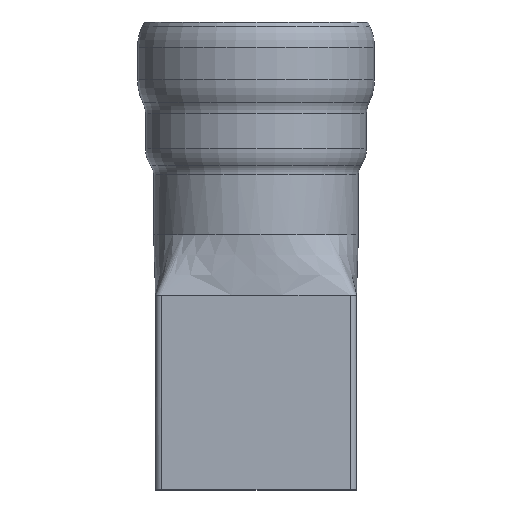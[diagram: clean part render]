
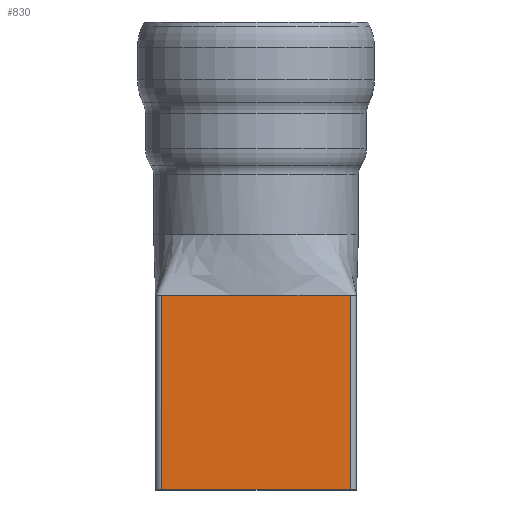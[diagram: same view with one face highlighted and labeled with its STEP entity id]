
A CAD part, front view. The second image highlights one B-rep face of the part: STEP entity #830.
In plain terms, the highlighted planar face has unit normal (0, -1, 0).
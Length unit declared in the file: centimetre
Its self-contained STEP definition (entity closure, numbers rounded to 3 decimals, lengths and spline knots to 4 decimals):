
#26=PLANE('',#926);
#61=B_SPLINE_CURVE_WITH_KNOTS('',3,(#1624,#1625,#1626,#1627,#1628,#1629),
 .UNSPECIFIED.,.F.,.F.,(4,1,1,4),(0.4016,0.4285,0.4583,
0.4881),.UNSPECIFIED.);
#62=B_SPLINE_CURVE_WITH_KNOTS('',3,(#1631,#1632,#1633,#1634,#1635,#1636,
#1637),.UNSPECIFIED.,.F.,.F.,(4,1,1,1,4),(0.3385,0.3393,
0.369,0.3988,0.4016),.UNSPECIFIED.);
#63=B_SPLINE_CURVE_WITH_KNOTS('',3,(#1638,#1639,#1640,#1641,#1642,#1643,
#1644,#1645),.UNSPECIFIED.,.F.,.F.,(4,1,1,1,1,4),(0.25,0.2574,
0.2649,0.2798,0.3095,0.3385),
 .UNSPECIFIED.);
#128=FACE_OUTER_BOUND('',#167,.T.);
#167=EDGE_LOOP('',(#700,#701,#702,#703,#704,#705));
#201=LINE('',#1617,#233);
#202=LINE('',#1620,#234);
#203=LINE('',#1622,#235);
#233=VECTOR('',#1133,1.);
#234=VECTOR('',#1136,1.);
#235=VECTOR('',#1137,1.);
#381=VERTEX_POINT('',#1601);
#383=VERTEX_POINT('',#1615);
#384=VERTEX_POINT('',#1619);
#385=VERTEX_POINT('',#1621);
#386=VERTEX_POINT('',#1623);
#387=VERTEX_POINT('',#1630);
#508=EDGE_CURVE('',#383,#381,#201,.T.);
#509=EDGE_CURVE('',#384,#383,#202,.T.);
#510=EDGE_CURVE('',#385,#384,#203,.T.);
#511=EDGE_CURVE('',#386,#385,#61,.T.);
#512=EDGE_CURVE('',#387,#386,#62,.T.);
#513=EDGE_CURVE('',#381,#387,#63,.T.);
#700=ORIENTED_EDGE('',*,*,#508,.F.);
#701=ORIENTED_EDGE('',*,*,#509,.F.);
#702=ORIENTED_EDGE('',*,*,#510,.F.);
#703=ORIENTED_EDGE('',*,*,#511,.F.);
#704=ORIENTED_EDGE('',*,*,#512,.F.);
#705=ORIENTED_EDGE('',*,*,#513,.F.);
#830=ADVANCED_FACE('',(#128),#26,.F.);
#926=AXIS2_PLACEMENT_3D('',#1618,#1134,#1135);
#1133=DIRECTION('',(0.,0.,1.));
#1134=DIRECTION('center_axis',(0.,1.,0.));
#1135=DIRECTION('ref_axis',(-1.,0.,0.));
#1136=DIRECTION('',(-1.,0.,0.));
#1137=DIRECTION('',(0.,0.,-1.));
#1601=CARTESIAN_POINT('',(-47.,-1.9999,97.));
#1615=CARTESIAN_POINT('',(-47.,-2.,0.));
#1617=CARTESIAN_POINT('',(-47.,-2.,48.5));
#1618=CARTESIAN_POINT('Origin',(0.,-2.,48.5));
#1619=CARTESIAN_POINT('',(47.,-2.,0.));
#1620=CARTESIAN_POINT('',(0.,-2.,0.));
#1621=CARTESIAN_POINT('',(47.,-2.,97.));
#1622=CARTESIAN_POINT('',(47.,-2.,48.5));
#1623=CARTESIAN_POINT('',(12.8783,-2.,97.));
#1624=CARTESIAN_POINT('Ctrl Pts',(12.8783,-2.,97.));
#1625=CARTESIAN_POINT('Ctrl Pts',(16.4189,-2.,97.));
#1626=CARTESIAN_POINT('Ctrl Pts',(23.8762,-2.,97.));
#1627=CARTESIAN_POINT('Ctrl Pts',(35.2501,-2.,97.));
#1628=CARTESIAN_POINT('Ctrl Pts',(43.0834,-2.,97.));
#1629=CARTESIAN_POINT('Ctrl Pts',(47.0001,-2.,97.));
#1630=CARTESIAN_POINT('',(-12.0517,-2.,97.));
#1631=CARTESIAN_POINT('Ctrl Pts',(-12.0517,-2.,97.));
#1632=CARTESIAN_POINT('Ctrl Pts',(-11.9511,-2.,97.));
#1633=CARTESIAN_POINT('Ctrl Pts',(-7.9339,-2.,97.));
#1634=CARTESIAN_POINT('Ctrl Pts',(0.0001,-2.,
97.));
#1635=CARTESIAN_POINT('Ctrl Pts',(8.2095,-2.,97.));
#1636=CARTESIAN_POINT('Ctrl Pts',(12.5023,-2.,97.));
#1637=CARTESIAN_POINT('Ctrl Pts',(12.8783,-2.,97.));
#1638=CARTESIAN_POINT('Ctrl Pts',(-46.9999,-1.9999,97.));
#1639=CARTESIAN_POINT('Ctrl Pts',(-46.0207,-1.9999,97.));
#1640=CARTESIAN_POINT('Ctrl Pts',(-44.0624,-1.9999,97.));
#1641=CARTESIAN_POINT('Ctrl Pts',(-40.1457,-1.9999,97.));
#1642=CARTESIAN_POINT('Ctrl Pts',(-33.2916,-1.9999,97.));
#1643=CARTESIAN_POINT('Ctrl Pts',(-23.6005,-2.,97.));
#1644=CARTESIAN_POINT('Ctrl Pts',(-15.8678,-2.,97.));
#1645=CARTESIAN_POINT('Ctrl Pts',(-12.0517,-2.,97.));
